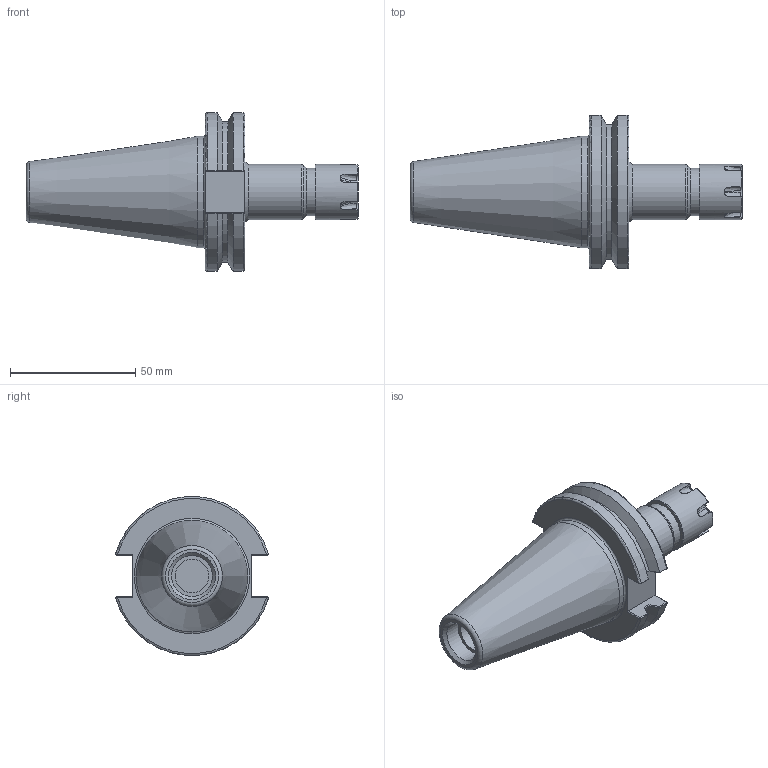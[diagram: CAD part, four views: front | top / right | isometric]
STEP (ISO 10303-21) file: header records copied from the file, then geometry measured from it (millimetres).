
FILE_DESCRIPTION(/* description */ (''),/* implementation_level */ '2;1');
FILE_NAME(/* name */ 'CAT40-ER16-2.5M-REV1.stp',/* time_stamp */ '2016-02-22T19:09:29-06:00',/* author */ ('Me'),/* organization */ (''),/* preprocessor_version */ 'ST-DEVELOPER v15.6',/* originating_system */ 'Autodesk Inventor 2015',/* authorisation */ '');
FILE_SCHEMA (('AUTOMOTIVE_DESIGN { 1 0 10303 214 3 1 1 }'));
Length unit declared in the file: inch
Products named in the file (1): CAT40-ER16-2.5M-REV1
Bounding box: 132.46 x 61.14 x 63.26 mm (x, y, z)
Volume: 118943.6 mm3; surface area: 22739.1 mm2
Topology: 1 solids, 1 shells, 141 faces, 366 edges, 232 vertices
Faces by surface type: plane 51, bspline 42, cylinder 25, torus 14, cone 9
Full cylindrical faces by diameter (mm): 11.112 x1, 13.386 x1, 16.256 x1, 19 x1, 22 x2, 44.45 x1
Entity records: 5694 total; most frequent: CARTESIAN_POINT 2512, ORIENTED_EDGE 692, DIRECTION 490, EDGE_CURVE 346, VERTEX_POINT 228, AXIS2_PLACEMENT_3D 178, EDGE_LOOP 162, FACE_OUTER_BOUND 141
